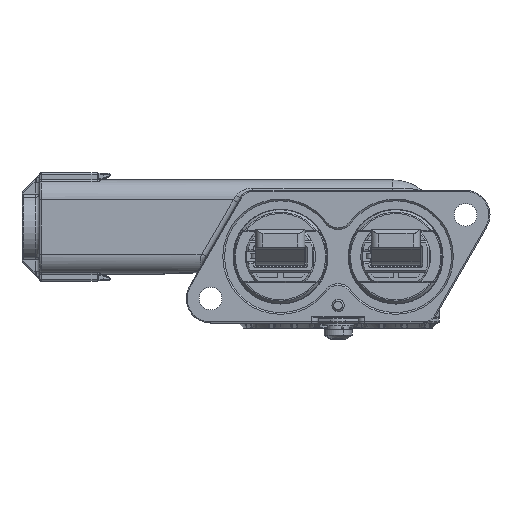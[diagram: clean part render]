
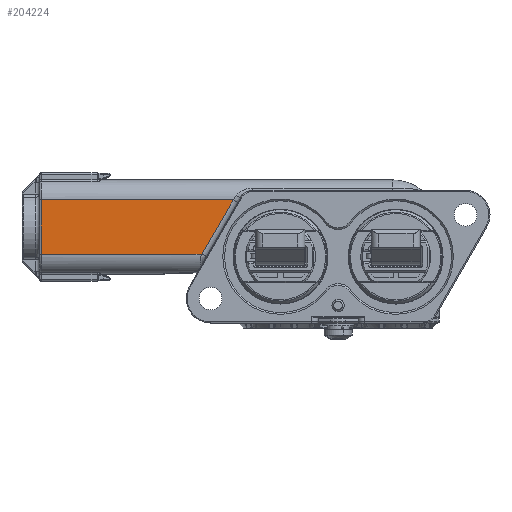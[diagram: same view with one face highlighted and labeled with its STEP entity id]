
A CAD part, front view. The second image highlights one B-rep face of the part: STEP entity #204224.
In plain terms, the highlighted planar face has unit normal (0, -1, 0).
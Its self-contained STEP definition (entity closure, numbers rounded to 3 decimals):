
#5945 = CARTESIAN_POINT ( 'NONE',  ( -85., 11., 16.25 ) ) ;
#8081 = VECTOR ( 'NONE', #227338, 1000. ) ;
#12064 = CARTESIAN_POINT ( 'NONE',  ( -38.953, 11., 0.75 ) ) ;
#13595 = EDGE_CURVE ( 'NONE', #129041, #159554, #206939, .T. ) ;
#13945 = PLANE ( 'NONE',  #38930 ) ;
#14159 = DIRECTION ( 'NONE',  ( 0., 0., 1. ) ) ;
#22722 = DIRECTION ( 'NONE',  ( -1., 0., 0. ) ) ;
#38930 = AXIS2_PLACEMENT_3D ( 'NONE', #183186, #71106, #201862 ) ;
#45574 = CARTESIAN_POINT ( 'NONE',  ( -30.005, 11., 16.25 ) ) ;
#45791 = ORIENTED_EDGE ( 'NONE', *, *, #231270, .T. ) ;
#59734 = VERTEX_POINT ( 'NONE', #45574 ) ;
#71106 = DIRECTION ( 'NONE',  ( 0., 1., 0. ) ) ;
#78533 = VECTOR ( 'NONE', #114740, 1000. ) ;
#79164 = EDGE_LOOP ( 'NONE', ( #146603, #151292, #146118, #45791, #164879 ) ) ;
#84506 = LINE ( 'NONE', #225023, #78533 ) ;
#92216 = CARTESIAN_POINT ( 'NONE',  ( -85., 11., 0.75 ) ) ;
#95774 = LINE ( 'NONE', #134798, #238912 ) ;
#114740 = DIRECTION ( 'NONE',  ( 0., 0., -1. ) ) ;
#126097 = DIRECTION ( 'NONE',  ( 0., 1., 0. ) ) ;
#128195 = EDGE_CURVE ( 'NONE', #129749, #129041, #84506, .T. ) ;
#129041 = VERTEX_POINT ( 'NONE', #92216 ) ;
#129749 = VERTEX_POINT ( 'NONE', #5945 ) ;
#134798 = CARTESIAN_POINT ( 'NONE',  ( -84.5, 11., 16.25 ) ) ;
#141814 = EDGE_CURVE ( 'NONE', #59734, #129749, #95774, .T. ) ;
#146118 = ORIENTED_EDGE ( 'NONE', *, *, #13595, .T. ) ;
#146603 = ORIENTED_EDGE ( 'NONE', *, *, #141814, .T. ) ;
#150457 = VERTEX_POINT ( 'NONE', #168183 ) ;
#151292 = ORIENTED_EDGE ( 'NONE', *, *, #128195, .T. ) ;
#159554 = VERTEX_POINT ( 'NONE', #12064 ) ;
#163029 = DIRECTION ( 'NONE',  ( 0.5, 0., 0.866 ) ) ;
#164879 = ORIENTED_EDGE ( 'NONE', *, *, #182693, .T. ) ;
#168183 = CARTESIAN_POINT ( 'NONE',  ( -38.92, 11., 0.808 ) ) ;
#175512 = AXIS2_PLACEMENT_3D ( 'NONE', #238023, #126097, #14159 ) ;
#177287 = VECTOR ( 'NONE', #163029, 1000. ) ;
#182693 = EDGE_CURVE ( 'NONE', #150457, #59734, #226918, .T. ) ;
#183186 = CARTESIAN_POINT ( 'NONE',  ( -39., 11., 19. ) ) ;
#198954 = CIRCLE ( 'NONE', #175512, 4.5 ) ;
#201862 = DIRECTION ( 'NONE',  ( 0., 0., 1. ) ) ;
#204224 = ADVANCED_FACE ( 'NONE', ( #210970 ), #13945, .F. ) ;
#206939 = LINE ( 'NONE', #208581, #8081 ) ;
#208581 = CARTESIAN_POINT ( 'NONE',  ( -50.949, 11., 0.75 ) ) ;
#210970 = FACE_OUTER_BOUND ( 'NONE', #79164, .T. ) ;
#225023 = CARTESIAN_POINT ( 'NONE',  ( -85., 11., 0.75 ) ) ;
#226918 = LINE ( 'NONE', #237232, #177287 ) ;
#227338 = DIRECTION ( 'NONE',  ( 1., 0., 0. ) ) ;
#231270 = EDGE_CURVE ( 'NONE', #159554, #150457, #198954, .T. ) ;
#237232 = CARTESIAN_POINT ( 'NONE',  ( -31.063, 11., 14.417 ) ) ;
#238023 = CARTESIAN_POINT ( 'NONE',  ( -35.023, 11., -1.442 ) ) ;
#238912 = VECTOR ( 'NONE', #22722, 1000. ) ;
